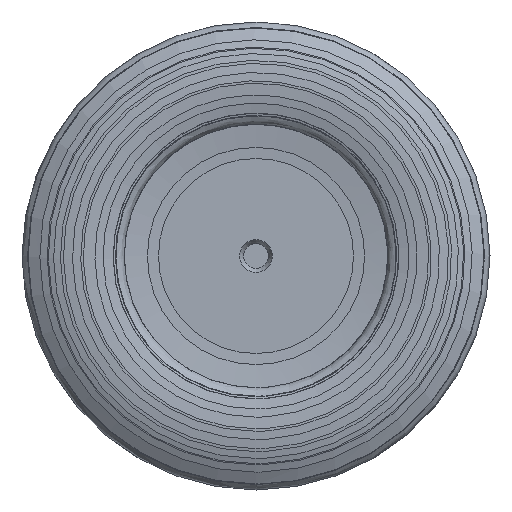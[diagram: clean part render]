
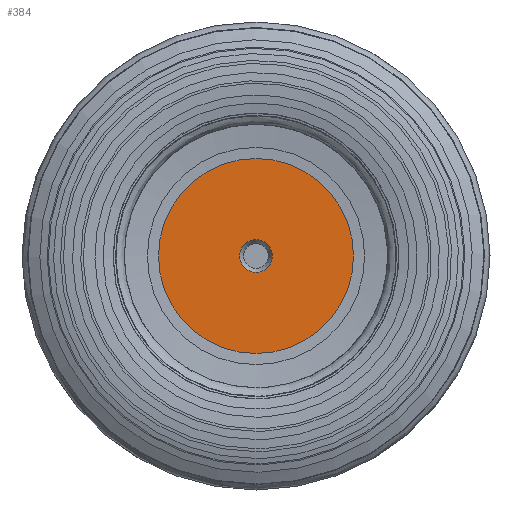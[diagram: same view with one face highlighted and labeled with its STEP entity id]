
A CAD part, left-side view. The second image highlights one B-rep face of the part: STEP entity #384.
In plain terms, the highlighted planar face has unit normal (-1, 0, 0).
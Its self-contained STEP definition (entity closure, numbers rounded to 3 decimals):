
#199=PLANE('',#1185);
#384=ADVANCED_FACE('',(#501,#502),#199,.T.);
#501=FACE_BOUND('',#631,.T.);
#502=FACE_BOUND('',#632,.T.);
#631=EDGE_LOOP('',(#831));
#632=EDGE_LOOP('',(#832));
#831=ORIENTED_EDGE('',*,*,#1019,.T.);
#832=ORIENTED_EDGE('',*,*,#1021,.T.);
#919=VERTEX_POINT('',#3040);
#921=VERTEX_POINT('',#3046);
#1019=EDGE_CURVE('',#919,#919,#1082,.T.);
#1021=EDGE_CURVE('',#921,#921,#1084,.T.);
#1082=CIRCLE('',#1180,5.961);
#1084=CIRCLE('',#1184,1.);
#1180=AXIS2_PLACEMENT_3D('',#3039,#1431,#1432);
#1184=AXIS2_PLACEMENT_3D('',#3045,#1439,#1440);
#1185=AXIS2_PLACEMENT_3D('',#3047,#1441,#1442);
#1431=DIRECTION('',(-1.,0.,0.));
#1432=DIRECTION('',(0.,0.,1.));
#1439=DIRECTION('',(1.,0.,0.));
#1440=DIRECTION('',(0.,0.,-1.));
#1441=DIRECTION('',(-1.,0.,0.));
#1442=DIRECTION('',(0.,0.,1.));
#3039=CARTESIAN_POINT('',(1.2,0.,0.));
#3040=CARTESIAN_POINT('',(1.2,0.,5.961));
#3045=CARTESIAN_POINT('',(1.2,0.,0.));
#3046=CARTESIAN_POINT('',(1.2,0.,-1.));
#3047=CARTESIAN_POINT('',(1.2,6.3,0.));
